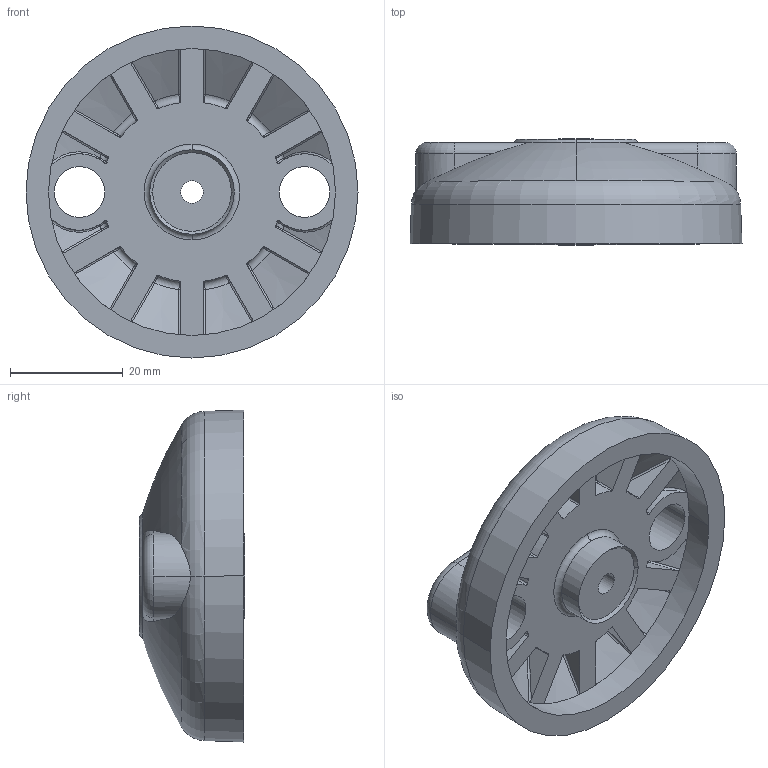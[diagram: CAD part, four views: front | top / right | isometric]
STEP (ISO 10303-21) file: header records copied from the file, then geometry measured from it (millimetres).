
FILE_DESCRIPTION (( 'STEP AP203' ), '1' );
FILE_NAME ('403538932_c_1.STEP', '2023-02-25T14:49:12', ( '' ), ( '' ), 'SwSTEP 2.0', 'SolidWorks 2014', '' );
FILE_SCHEMA (( 'CONFIG_CONTROL_DESIGN' ));
Length unit declared in the file: millimetre
Products named in the file (1): 403538932_c_1
Bounding box: 59 x 18.81 x 59 mm (x, y, z)
Volume: 26060.3 mm3; surface area: 11485.3 mm2
Topology: 2 solids, 2 shells, 206 faces, 501 edges, 302 vertices
Faces by surface type: cylinder 71, bspline 48, plane 33, torus 27, cone 26, sphere 1
Entity records: 8169 total; most frequent: CARTESIAN_POINT 3553, ORIENTED_EDGE 996, DIRECTION 921, EDGE_CURVE 498, AXIS2_PLACEMENT_3D 401, VERTEX_POINT 300, CIRCLE 242, EDGE_LOOP 218
